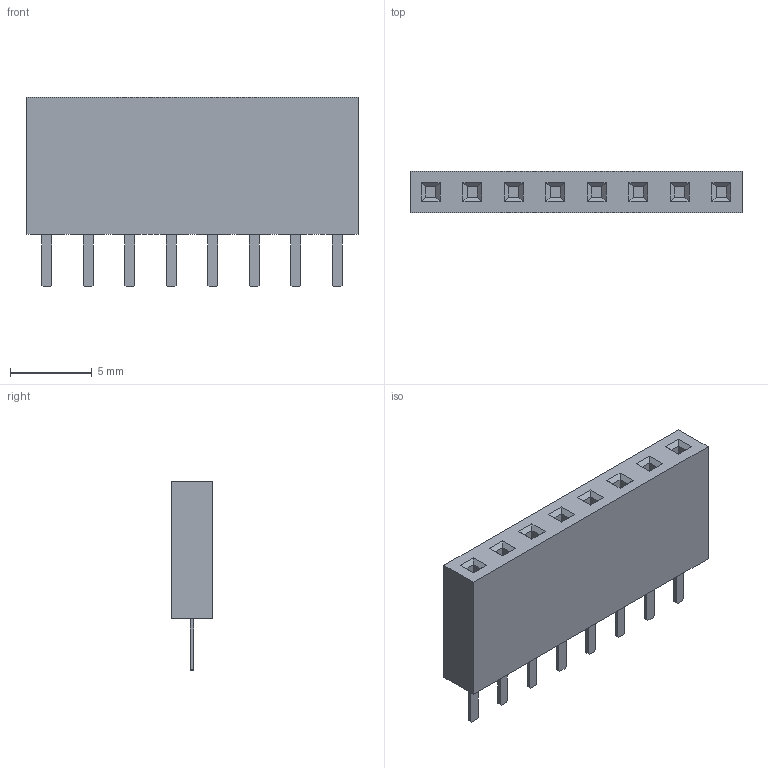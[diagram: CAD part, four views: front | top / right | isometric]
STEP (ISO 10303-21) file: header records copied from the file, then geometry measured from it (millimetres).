
FILE_DESCRIPTION(/* description */ ('Alibre Inc.'),/* implementation_level */ '2;1');
FILE_NAME(/* name */ 'export0',/* time_stamp */ '2013-07-13T09:44:42+03:00',/* author */ (''),/* organization */ (''),/* preprocessor_version */ 'ST-DEVELOPER v14',/* originating_system */ 'Alibre',/* authorisation */ '');
FILE_SCHEMA (('AUTOMOTIVE_DESIGN'));
Length unit declared in the file: centimetre
Bounding box: 20.32 x 2.54 x 11.6 mm (x, y, z)
Volume: 414.2 mm3; surface area: 671.4 mm2
Topology: 1 solids, 1 shells, 174 faces, 412 edges, 264 vertices
Faces by surface type: plane 174
Entity records: 4896 total; most frequent: CARTESIAN_POINT 850, ORIENTED_EDGE 824, DIRECTION 586, VECTOR 412, LINE 412, EDGE_CURVE 412, VERTEX_POINT 264, EDGE_LOOP 198
